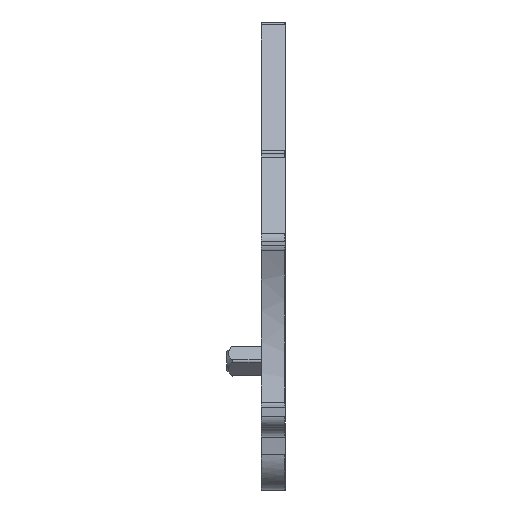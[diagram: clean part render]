
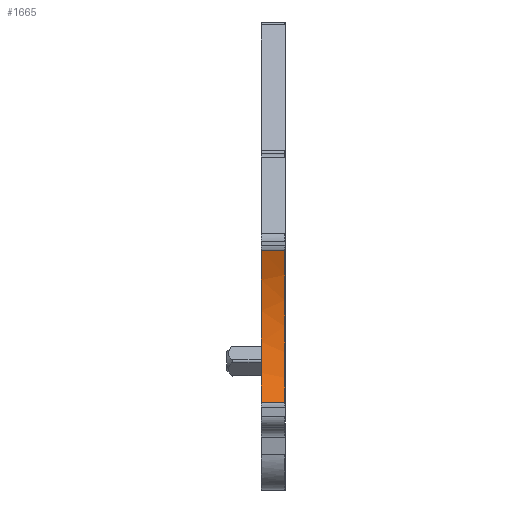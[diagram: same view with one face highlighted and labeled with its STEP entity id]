
A CAD part, front view. The second image highlights one B-rep face of the part: STEP entity #1665.
In plain terms, the highlighted cylindrical face has radius 15.97 mm (diameter 31.939 mm), a partial arc.
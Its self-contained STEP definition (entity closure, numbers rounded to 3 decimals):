
#946=AXIS2_PLACEMENT_3D('Circle Axis2P3D',#944,#945,$) ;
#1657=AXIS2_PLACEMENT_3D('Cylinder Axis2P3D',#1654,#1655,#1656) ;
#266=CARTESIAN_POINT('Vertex',(5.05,0.088,20.722)) ;
#301=CARTESIAN_POINT('Control Point',(5.05,0.088,7.593)) ;
#302=CARTESIAN_POINT('Control Point',(5.05,1.201,10.059)) ;
#303=CARTESIAN_POINT('Control Point',(5.05,1.791,12.765)) ;
#304=CARTESIAN_POINT('Control Point',(5.05,1.791,15.549)) ;
#305=CARTESIAN_POINT('Control Point',(5.05,1.201,18.255)) ;
#306=CARTESIAN_POINT('Control Point',(5.05,0.088,20.722)) ;
#307=CARTESIAN_POINT('Vertex',(5.05,0.088,7.593)) ;
#941=CARTESIAN_POINT('Vertex',(3.,0.088,7.593)) ;
#944=CARTESIAN_POINT('Axis2P3D Location',(3.,-14.469,14.157)) ;
#948=CARTESIAN_POINT('Vertex',(3.,0.088,20.722)) ;
#1317=CARTESIAN_POINT('Line Origine',(4.05,0.088,7.593)) ;
#1642=CARTESIAN_POINT('Line Origine',(4.05,0.088,20.722)) ;
#1654=CARTESIAN_POINT('Axis2P3D Location',(4.05,-14.469,14.157)) ;
#945=DIRECTION('Axis2P3D Direction',(1.,0.,0.)) ;
#1318=DIRECTION('Vector Direction',(1.,0.,0.)) ;
#1643=DIRECTION('Vector Direction',(1.,0.,0.)) ;
#1655=DIRECTION('Axis2P3D Direction',(1.,0.,0.)) ;
#1656=DIRECTION('Axis2P3D XDirection',(0.,0.912,-0.411)) ;
#1319=VECTOR('Line Direction',#1318,1.) ;
#1644=VECTOR('Line Direction',#1643,1.) ;
#1660=ORIENTED_EDGE('',*,*,#309,.F.) ;
#1661=ORIENTED_EDGE('',*,*,#1646,.F.) ;
#1662=ORIENTED_EDGE('',*,*,#950,.F.) ;
#1663=ORIENTED_EDGE('',*,*,#1321,.T.) ;
#1665=ADVANCED_FACE('ALEP_3C_2-5',(#1664),#1658,.F.) ;
#300=B_SPLINE_CURVE_WITH_KNOTS('',5,(#301,#302,#303,#304,#305,#306),.UNSPECIFIED.,.F.,.U.,(6,6),(135.652,149.183),.UNSPECIFIED.) ;
#947=CIRCLE('generated circle',#946,15.969) ;
#1658=CYLINDRICAL_SURFACE('generated cylinder',#1657,15.969) ;
#309=EDGE_CURVE('',#267,#308,#300,.F.) ;
#950=EDGE_CURVE('',#942,#949,#947,.T.) ;
#1321=EDGE_CURVE('',#942,#308,#1320,.T.) ;
#1646=EDGE_CURVE('',#949,#267,#1645,.T.) ;
#1659=EDGE_LOOP('',(#1660,#1661,#1662,#1663)) ;
#1664=FACE_OUTER_BOUND('',#1659,.T.) ;
#1320=LINE('Line',#1317,#1319) ;
#1645=LINE('Line',#1642,#1644) ;
#267=VERTEX_POINT('',#266) ;
#308=VERTEX_POINT('',#307) ;
#942=VERTEX_POINT('',#941) ;
#949=VERTEX_POINT('',#948) ;
